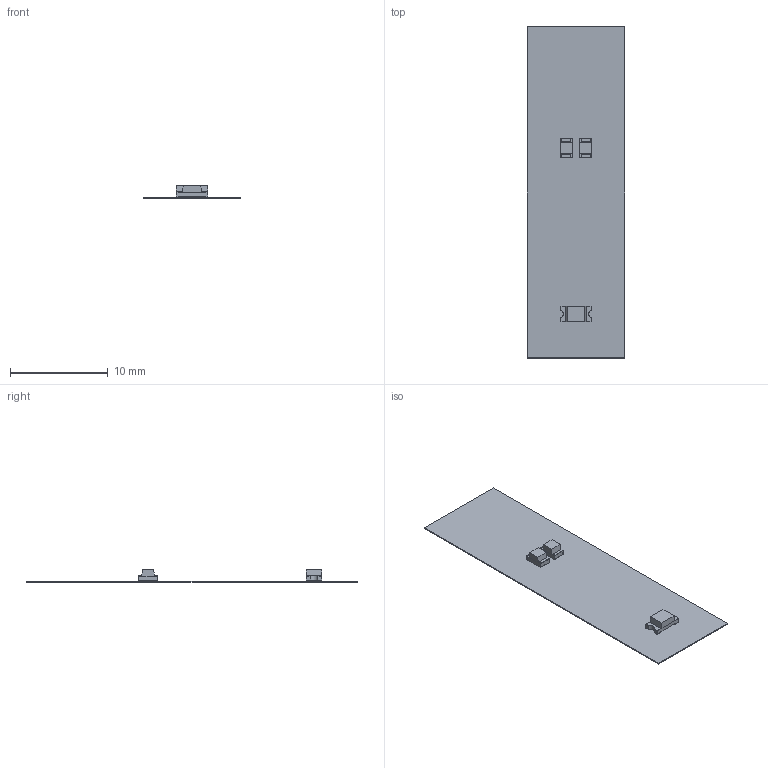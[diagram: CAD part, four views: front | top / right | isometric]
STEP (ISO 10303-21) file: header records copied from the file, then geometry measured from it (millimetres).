
FILE_DESCRIPTION(('KiCad electronic assembly'),'2;1');
FILE_NAME('POxiM-fingersensor.stp','2020-06-19T13:59:58',('An Author'),( 'A Company'),'Open CASCADE STEP processor 6.9', 'KiCad to STEP converter','Unknown');
FILE_SCHEMA(('AUTOMOTIVE_DESIGN { 1 0 10303 214 1 1 1 1 }'));
Length unit declared in the file: millimetre
Products named in the file (6): Open CASCADE STEP translator 6.9 1; LED_0805_2012Metric; SOLID; LED_1206_3216Metric_Castellated
Assembly tree (6 placements, depth 3):
  Open CASCADE STEP translator 6.9 1
    LED_0805_2012Metric  x2
      SOLID
    LED_1206_3216Metric_Castellated
      SOLID
    SOLID
Bounding box: 10 x 34 x 1.25 mm (x, y, z)
Volume: 42.2 mm3; surface area: 729.8 mm2
Topology: 4 solids, 4 shells, 148 faces, 391 edges, 254 vertices
Faces by surface type: plane 118, cylinder 30
Entity records: 7520 total; most frequent: CARTESIAN_POINT 1583, DIRECTION 980, LINE 678, VECTOR 678, ORIENTED_EDGE 516, PCURVE 516, DEFINITIONAL_REPRESENTATION 516, EDGE_CURVE 258
